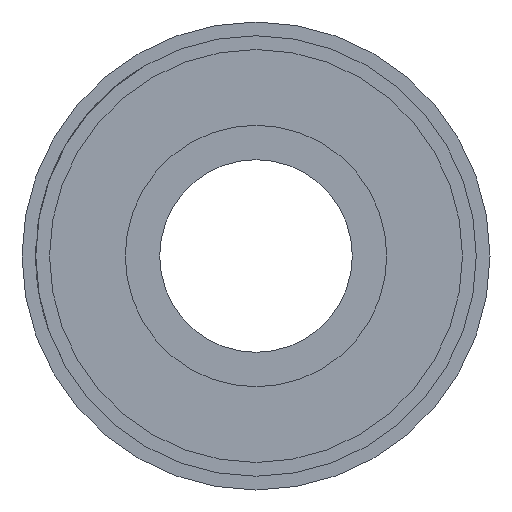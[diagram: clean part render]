
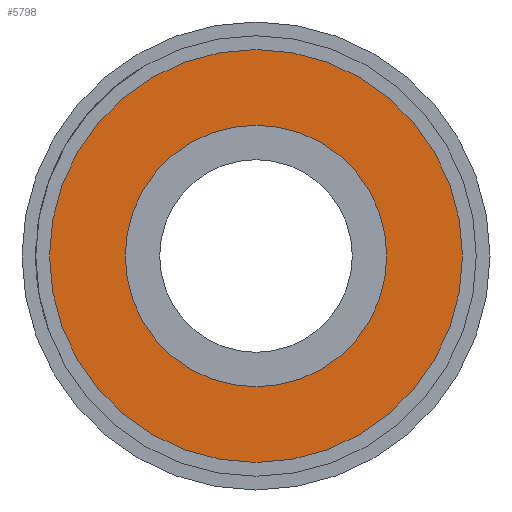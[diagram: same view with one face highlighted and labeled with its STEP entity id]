
A CAD part, left-side view. The second image highlights one B-rep face of the part: STEP entity #5798.
In plain terms, the highlighted planar face has unit normal (-1, 0, 0).
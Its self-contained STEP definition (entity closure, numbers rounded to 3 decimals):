
#36 = VERTEX_POINT ( 'NONE', #7127 ) ;
#111 = EDGE_CURVE ( 'NONE', #4959, #8600, #6332, .T. ) ;
#177 = DIRECTION ( 'NONE',  ( -1., 0., 0. ) ) ;
#268 = CARTESIAN_POINT ( 'NONE',  ( 0., 0., 0. ) ) ;
#671 = AXIS2_PLACEMENT_3D ( 'NONE', #1460, #6228, #768 ) ;
#768 = DIRECTION ( 'NONE',  ( 0., 0., 1. ) ) ;
#1414 = CARTESIAN_POINT ( 'NONE',  ( 0., 0., 0. ) ) ;
#1445 = EDGE_CURVE ( 'NONE', #36, #4156, #5047, .T. ) ;
#1460 = CARTESIAN_POINT ( 'NONE',  ( 0., 0., 0. ) ) ;
#1531 = ORIENTED_EDGE ( 'NONE', *, *, #111, .T. ) ;
#1637 = DIRECTION ( 'NONE',  ( 0., 0., 1. ) ) ;
#1659 = CIRCLE ( 'NONE', #3680, 9.5 ) ;
#2937 = DIRECTION ( 'NONE',  ( -1., 0., 0. ) ) ;
#3115 = CARTESIAN_POINT ( 'NONE',  ( 0., 0., -15. ) ) ;
#3129 = DIRECTION ( 'NONE',  ( 0., 0., 1. ) ) ;
#3666 = EDGE_LOOP ( 'NONE', ( #6521, #1531 ) ) ;
#3680 = AXIS2_PLACEMENT_3D ( 'NONE', #3683, #177, #3129 ) ;
#3683 = CARTESIAN_POINT ( 'NONE',  ( 0., 0., 0. ) ) ;
#4046 = EDGE_CURVE ( 'NONE', #8600, #4959, #7513, .T. ) ;
#4156 = VERTEX_POINT ( 'NONE', #8861 ) ;
#4729 = CARTESIAN_POINT ( 'NONE',  ( 0., 0., 15. ) ) ;
#4827 = AXIS2_PLACEMENT_3D ( 'NONE', #1414, #5596, #7546 ) ;
#4952 = EDGE_LOOP ( 'NONE', ( #6503, #7752 ) ) ;
#4959 = VERTEX_POINT ( 'NONE', #3115 ) ;
#5040 = AXIS2_PLACEMENT_3D ( 'NONE', #6449, #2937, #5721 ) ;
#5047 = CIRCLE ( 'NONE', #671, 9.5 ) ;
#5596 = DIRECTION ( 'NONE',  ( 1., 0., 0. ) ) ;
#5721 = DIRECTION ( 'NONE',  ( 0., 0., 1. ) ) ;
#5798 = ADVANCED_FACE ( 'NONE', ( #6322, #6139 ), #8374, .F. ) ;
#6139 = FACE_OUTER_BOUND ( 'NONE', #3666, .T. ) ;
#6228 = DIRECTION ( 'NONE',  ( -1., 0., 0. ) ) ;
#6322 = FACE_BOUND ( 'NONE', #4952, .T. ) ;
#6332 = CIRCLE ( 'NONE', #5040, 15. ) ;
#6449 = CARTESIAN_POINT ( 'NONE',  ( 0., 0., 0. ) ) ;
#6503 = ORIENTED_EDGE ( 'NONE', *, *, #6618, .F. ) ;
#6521 = ORIENTED_EDGE ( 'NONE', *, *, #4046, .T. ) ;
#6618 = EDGE_CURVE ( 'NONE', #4156, #36, #1659, .T. ) ;
#7127 = CARTESIAN_POINT ( 'NONE',  ( 0., 0., -9.5 ) ) ;
#7230 = AXIS2_PLACEMENT_3D ( 'NONE', #268, #7864, #1637 ) ;
#7513 = CIRCLE ( 'NONE', #7230, 15. ) ;
#7546 = DIRECTION ( 'NONE',  ( 0., 0., -1. ) ) ;
#7752 = ORIENTED_EDGE ( 'NONE', *, *, #1445, .F. ) ;
#7864 = DIRECTION ( 'NONE',  ( -1., 0., 0. ) ) ;
#8374 = PLANE ( 'NONE',  #4827 ) ;
#8600 = VERTEX_POINT ( 'NONE', #4729 ) ;
#8861 = CARTESIAN_POINT ( 'NONE',  ( 0., 0., 9.5 ) ) ;
